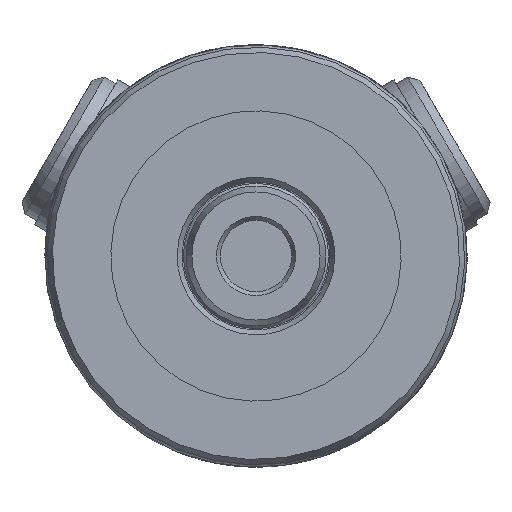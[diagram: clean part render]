
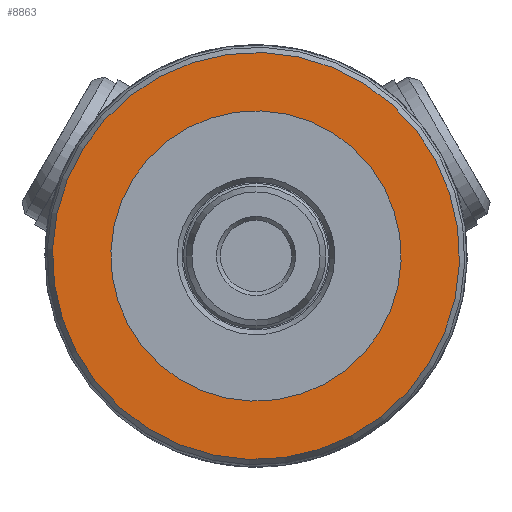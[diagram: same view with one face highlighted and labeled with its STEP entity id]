
A CAD part, left-side view. The second image highlights one B-rep face of the part: STEP entity #8863.
In plain terms, the highlighted planar face has unit normal (-1, 0, 0).
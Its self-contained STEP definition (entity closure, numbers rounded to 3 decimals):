
#314=FACE_BOUND('',#2850,.T.);
#1695=CIRCLE('',#9469,16.5);
#1696=CIRCLE('',#9470,16.5);
#1697=CIRCLE('',#9472,23.134);
#2053=PLANE('',#9471);
#2314=FACE_OUTER_BOUND('',#2849,.T.);
#2849=EDGE_LOOP('',(#6120));
#2850=EDGE_LOOP('',(#6121,#6122));
#3779=VERTEX_POINT('',#12766);
#3780=VERTEX_POINT('',#12767);
#3781=VERTEX_POINT('',#12772);
#4723=EDGE_CURVE('',#3779,#3780,#1695,.T.);
#4724=EDGE_CURVE('',#3780,#3779,#1696,.T.);
#4726=EDGE_CURVE('',#3781,#3781,#1697,.T.);
#6120=ORIENTED_EDGE('',*,*,#4726,.F.);
#6121=ORIENTED_EDGE('',*,*,#4723,.T.);
#6122=ORIENTED_EDGE('',*,*,#4724,.T.);
#8863=ADVANCED_FACE('',(#2314,#314),#2053,.T.);
#9469=AXIS2_PLACEMENT_3D('',#12768,#10430,#10431);
#9470=AXIS2_PLACEMENT_3D('',#12769,#10432,#10433);
#9471=AXIS2_PLACEMENT_3D('',#12771,#10435,#10436);
#9472=AXIS2_PLACEMENT_3D('',#12773,#10437,#10438);
#10430=DIRECTION('center_axis',(1.,0.,0.));
#10431=DIRECTION('ref_axis',(0.,-0.616,-0.788));
#10432=DIRECTION('center_axis',(1.,0.,0.));
#10433=DIRECTION('ref_axis',(0.,-0.616,-0.788));
#10435=DIRECTION('center_axis',(-1.,0.,0.));
#10436=DIRECTION('ref_axis',(0.,-0.616,-0.788));
#10437=DIRECTION('center_axis',(1.,0.,0.));
#10438=DIRECTION('ref_axis',(0.,0.788,-0.616));
#12766=CARTESIAN_POINT('',(19.49,-10.158,-13.002));
#12767=CARTESIAN_POINT('',(19.49,10.158,13.002));
#12768=CARTESIAN_POINT('Origin',(19.49,0.,0.));
#12769=CARTESIAN_POINT('Origin',(19.49,0.,0.));
#12771=CARTESIAN_POINT('Origin',(19.49,-9.456,7.388));
#12772=CARTESIAN_POINT('',(19.49,-18.23,14.243));
#12773=CARTESIAN_POINT('Origin',(19.49,0.,0.));
